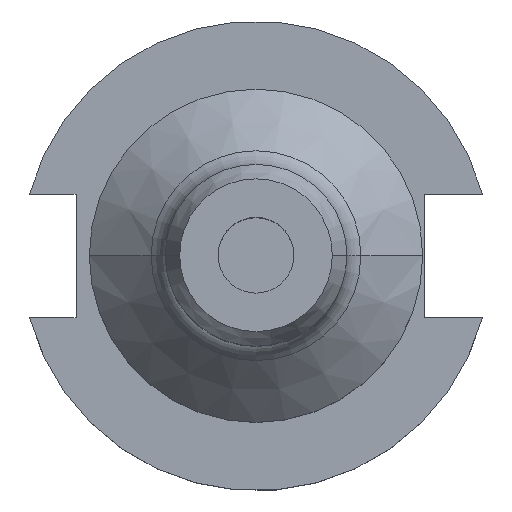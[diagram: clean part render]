
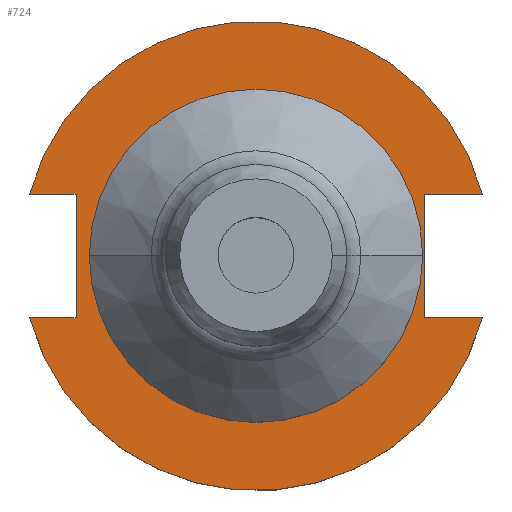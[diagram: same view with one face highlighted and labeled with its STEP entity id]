
A CAD part, top view. The second image highlights one B-rep face of the part: STEP entity #724.
In plain terms, the highlighted planar face has unit normal (0, 0, 1).
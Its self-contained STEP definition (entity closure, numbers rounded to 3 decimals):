
#37 = CARTESIAN_POINT ( 'NONE',  ( -37.719, 12.954, 19.05 ) ) ;
#87 = VERTEX_POINT ( 'NONE', #1598 ) ;
#118 = CARTESIAN_POINT ( 'NONE',  ( 0., 49.212, 19.05 ) ) ;
#129 = VECTOR ( 'NONE', #1019, 1000. ) ;
#136 = PLANE ( 'NONE',  #1198 ) ;
#140 = EDGE_CURVE ( 'NONE', #1419, #1679, #428, .T. ) ;
#141 = CARTESIAN_POINT ( 'NONE',  ( -37.719, 12.954, 19.05 ) ) ;
#168 = CARTESIAN_POINT ( 'NONE',  ( -34.925, 0., 19.05 ) ) ;
#173 = DIRECTION ( 'NONE',  ( 1., 0., 0. ) ) ;
#188 = DIRECTION ( 'NONE',  ( 0., 0., 1. ) ) ;
#210 = CARTESIAN_POINT ( 'NONE',  ( 0., 0., 19.05 ) ) ;
#212 = DIRECTION ( 'NONE',  ( 0., 0., 1. ) ) ;
#230 = DIRECTION ( 'NONE',  ( 0., 0., 1. ) ) ;
#233 = CARTESIAN_POINT ( 'NONE',  ( 35.306, -12.954, 19.05 ) ) ;
#234 = DIRECTION ( 'NONE',  ( 1., 0., 0. ) ) ;
#235 = DIRECTION ( 'NONE',  ( 1., 0., 0. ) ) ;
#243 = VERTEX_POINT ( 'NONE', #1092 ) ;
#250 = LINE ( 'NONE', #1372, #1595 ) ;
#260 = CARTESIAN_POINT ( 'NONE',  ( 34.925, 0., 19.05 ) ) ;
#263 = EDGE_CURVE ( 'NONE', #524, #282, #250, .T. ) ;
#282 = VERTEX_POINT ( 'NONE', #893 ) ;
#287 = DIRECTION ( 'NONE',  ( -1., 0., 0. ) ) ;
#294 = VERTEX_POINT ( 'NONE', #891 ) ;
#333 = DIRECTION ( 'NONE',  ( 1., 0., 0. ) ) ;
#343 = VECTOR ( 'NONE', #287, 1000. ) ;
#359 = CARTESIAN_POINT ( 'NONE',  ( -63.719, 12.954, 19.05 ) ) ;
#393 = ORIENTED_EDGE ( 'NONE', *, *, #514, .T. ) ;
#402 = AXIS2_PLACEMENT_3D ( 'NONE', #1376, #212, #1303 ) ;
#428 = CIRCLE ( 'NONE', #1631, 34.925 ) ;
#459 = EDGE_CURVE ( 'NONE', #282, #294, #763, .T. ) ;
#467 = VERTEX_POINT ( 'NONE', #477 ) ;
#477 = CARTESIAN_POINT ( 'NONE',  ( 47.477, 12.954, 19.05 ) ) ;
#482 = EDGE_LOOP ( 'NONE', ( #809, #1044 ) ) ;
#506 = LINE ( 'NONE', #37, #129 ) ;
#514 = EDGE_CURVE ( 'NONE', #87, #294, #1576, .T. ) ;
#524 = VERTEX_POINT ( 'NONE', #1534 ) ;
#575 = EDGE_CURVE ( 'NONE', #243, #874, #506, .T. ) ;
#585 = DIRECTION ( 'NONE',  ( -1., 0., 0. ) ) ;
#653 = EDGE_CURVE ( 'NONE', #467, #777, #1064, .T. ) ;
#674 = CARTESIAN_POINT ( 'NONE',  ( 0., 0., 19.05 ) ) ;
#680 = AXIS2_PLACEMENT_3D ( 'NONE', #1633, #1398, #235 ) ;
#698 = CIRCLE ( 'NONE', #680, 34.925 ) ;
#711 = ORIENTED_EDGE ( 'NONE', *, *, #459, .F. ) ;
#717 = CARTESIAN_POINT ( 'NONE',  ( 35.306, 12.954, 19.05 ) ) ;
#724 = ADVANCED_FACE ( 'NONE', ( #956, #1584 ), #136, .T. ) ;
#763 = LINE ( 'NONE', #233, #1054 ) ;
#777 = VERTEX_POINT ( 'NONE', #934 ) ;
#807 = ORIENTED_EDGE ( 'NONE', *, *, #1036, .F. ) ;
#809 = ORIENTED_EDGE ( 'NONE', *, *, #140, .F. ) ;
#814 = DIRECTION ( 'NONE',  ( 0., 0., 1. ) ) ;
#834 = LINE ( 'NONE', #717, #1264 ) ;
#842 = DIRECTION ( 'NONE',  ( 1., 0., 0. ) ) ;
#843 = DIRECTION ( 'NONE',  ( 1., 0., 0. ) ) ;
#862 = VECTOR ( 'NONE', #843, 1000. ) ;
#874 = VERTEX_POINT ( 'NONE', #141 ) ;
#891 = CARTESIAN_POINT ( 'NONE',  ( 47.477, -12.954, 19.05 ) ) ;
#893 = CARTESIAN_POINT ( 'NONE',  ( 35.306, -12.954, 19.05 ) ) ;
#903 = LINE ( 'NONE', #972, #862 ) ;
#934 = CARTESIAN_POINT ( 'NONE',  ( -47.477, 12.954, 19.05 ) ) ;
#956 = FACE_BOUND ( 'NONE', #482, .T. ) ;
#964 = DIRECTION ( 'NONE',  ( 0., -1., 0. ) ) ;
#972 = CARTESIAN_POINT ( 'NONE',  ( -63.719, -12.954, 19.05 ) ) ;
#978 = AXIS2_PLACEMENT_3D ( 'NONE', #210, #188, #173 ) ;
#992 = ORIENTED_EDGE ( 'NONE', *, *, #575, .F. ) ;
#1019 = DIRECTION ( 'NONE',  ( 0., 1., 0. ) ) ;
#1036 = EDGE_CURVE ( 'NONE', #467, #524, #834, .T. ) ;
#1041 = LINE ( 'NONE', #359, #343 ) ;
#1044 = ORIENTED_EDGE ( 'NONE', *, *, #1507, .F. ) ;
#1054 = VECTOR ( 'NONE', #333, 1000. ) ;
#1064 = CIRCLE ( 'NONE', #402, 49.212 ) ;
#1092 = CARTESIAN_POINT ( 'NONE',  ( -37.719, -12.954, 19.05 ) ) ;
#1184 = ORIENTED_EDGE ( 'NONE', *, *, #1272, .F. ) ;
#1198 = AXIS2_PLACEMENT_3D ( 'NONE', #118, #230, #234 ) ;
#1230 = ORIENTED_EDGE ( 'NONE', *, *, #1467, .F. ) ;
#1264 = VECTOR ( 'NONE', #585, 1000. ) ;
#1272 = EDGE_CURVE ( 'NONE', #87, #243, #903, .T. ) ;
#1303 = DIRECTION ( 'NONE',  ( 1., 0., 0. ) ) ;
#1366 = ORIENTED_EDGE ( 'NONE', *, *, #653, .T. ) ;
#1372 = CARTESIAN_POINT ( 'NONE',  ( 35.306, 12.954, 19.05 ) ) ;
#1376 = CARTESIAN_POINT ( 'NONE',  ( 0., 0., 19.05 ) ) ;
#1398 = DIRECTION ( 'NONE',  ( 0., 0., 1. ) ) ;
#1419 = VERTEX_POINT ( 'NONE', #260 ) ;
#1438 = ORIENTED_EDGE ( 'NONE', *, *, #263, .F. ) ;
#1467 = EDGE_CURVE ( 'NONE', #874, #777, #1041, .T. ) ;
#1507 = EDGE_CURVE ( 'NONE', #1679, #1419, #698, .T. ) ;
#1531 = EDGE_LOOP ( 'NONE', ( #393, #711, #1438, #807, #1366, #1230, #992, #1184 ) ) ;
#1534 = CARTESIAN_POINT ( 'NONE',  ( 35.306, 12.954, 19.05 ) ) ;
#1576 = CIRCLE ( 'NONE', #978, 49.212 ) ;
#1584 = FACE_OUTER_BOUND ( 'NONE', #1531, .T. ) ;
#1595 = VECTOR ( 'NONE', #964, 1000. ) ;
#1598 = CARTESIAN_POINT ( 'NONE',  ( -47.477, -12.954, 19.05 ) ) ;
#1631 = AXIS2_PLACEMENT_3D ( 'NONE', #674, #814, #842 ) ;
#1633 = CARTESIAN_POINT ( 'NONE',  ( 0., 0., 19.05 ) ) ;
#1679 = VERTEX_POINT ( 'NONE', #168 ) ;
